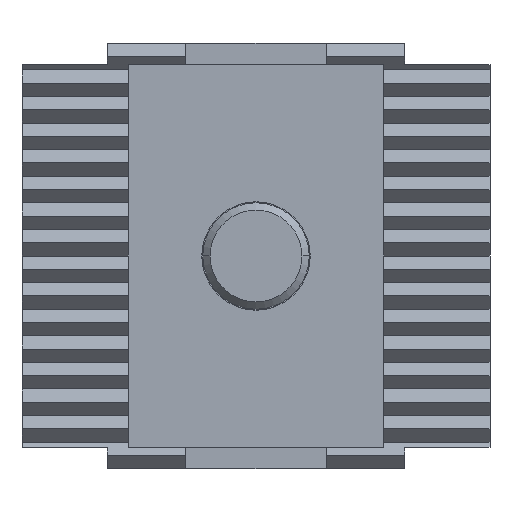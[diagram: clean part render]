
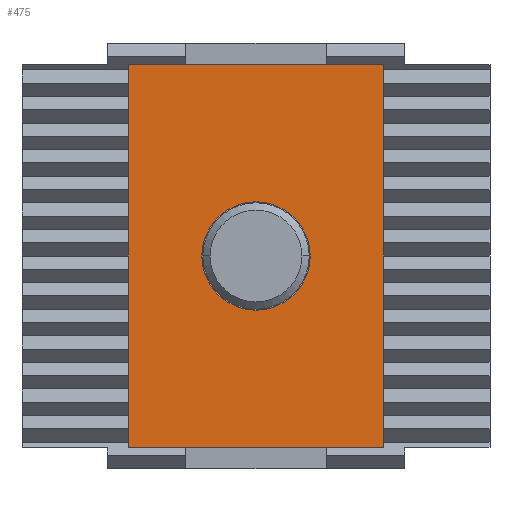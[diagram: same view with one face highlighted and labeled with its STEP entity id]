
A CAD part, front view. The second image highlights one B-rep face of the part: STEP entity #475.
In plain terms, the highlighted planar face has unit normal (0, -1, 0).
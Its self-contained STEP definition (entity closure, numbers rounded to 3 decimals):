
#475=ADVANCED_FACE('',(#967,#968),#969,.F.);
#967=FACE_BOUND('',#1478,.T.);
#968=FACE_OUTER_BOUND('',#1479,.T.);
#969=PLANE('',#1480);
#1478=EDGE_LOOP('',(#2806,#2807));
#1479=EDGE_LOOP('',(#2808,#2809,#2810,#2811));
#1480=AXIS2_PLACEMENT_3D('',#2812,#2813,#2814);
#2806=ORIENTED_EDGE('',*,*,#3462,.T.);
#2807=ORIENTED_EDGE('',*,*,#3460,.T.);
#2808=ORIENTED_EDGE('',*,*,#3489,.F.);
#2809=ORIENTED_EDGE('',*,*,#3492,.F.);
#2810=ORIENTED_EDGE('',*,*,#3481,.F.);
#2811=ORIENTED_EDGE('',*,*,#3493,.T.);
#2812=CARTESIAN_POINT('',(0.0,-23.0,0.0));
#2813=DIRECTION('',(0.0,1.0,0.0));
#2814=DIRECTION('',(0.0,0.0,1.0));
#3460=EDGE_CURVE('',#4238,#4242,#4244,.T.);
#3462=EDGE_CURVE('',#4242,#4238,#4246,.T.);
#3481=EDGE_CURVE('',#4274,#4276,#4277,.T.);
#3489=EDGE_CURVE('',#4286,#4288,#4289,.T.);
#3492=EDGE_CURVE('',#4276,#4286,#4292,.T.);
#3493=EDGE_CURVE('',#4274,#4288,#4293,.T.);
#4238=VERTEX_POINT('',#5343);
#4242=VERTEX_POINT('',#5348);
#4244=CIRCLE('',#5351,5.1);
#4246=CIRCLE('',#5353,5.1);
#4274=VERTEX_POINT('',#5393);
#4276=VERTEX_POINT('',#5396);
#4277=LINE('',#5397,#5398);
#4286=VERTEX_POINT('',#5411);
#4288=VERTEX_POINT('',#5414);
#4289=LINE('',#5415,#5416);
#4292=LINE('',#5420,#5421);
#4293=LINE('',#5422,#5423);
#5343=CARTESIAN_POINT('',(5.1,-23.0,0.));
#5348=CARTESIAN_POINT('',(-5.1,-23.0,0.0));
#5351=AXIS2_PLACEMENT_3D('',#5990,#5991,#5992);
#5353=AXIS2_PLACEMENT_3D('',#5993,#5994,#5995);
#5393=CARTESIAN_POINT('',(-12.0,-23.0,18.0));
#5396=CARTESIAN_POINT('',(12.0,-23.0,18.0));
#5397=CARTESIAN_POINT('',(0.0,-23.0,18.0));
#5398=VECTOR('',#6012,1.0);
#5411=CARTESIAN_POINT('',(12.0,-23.0,-18.0));
#5414=CARTESIAN_POINT('',(-12.0,-23.0,-18.0));
#5415=CARTESIAN_POINT('',(0.0,-23.0,-18.0));
#5416=VECTOR('',#6018,1.0);
#5420=CARTESIAN_POINT('',(12.0,-23.0,0.0));
#5421=VECTOR('',#6020,1.0);
#5422=CARTESIAN_POINT('',(-12.0,-23.0,0.0));
#5423=VECTOR('',#6021,1.0);
#5990=CARTESIAN_POINT('',(0.0,-23.0,0.0));
#5991=DIRECTION('',(-0.0,1.0,0.0));
#5992=DIRECTION('',(1.0,0.0,0.0));
#5993=CARTESIAN_POINT('',(0.0,-23.0,0.0));
#5994=DIRECTION('',(-0.0,1.0,0.0));
#5995=DIRECTION('',(1.0,0.0,0.0));
#6012=DIRECTION('',(1.0,0.0,0.0));
#6018=DIRECTION('',(-1.0,0.0,0.0));
#6020=DIRECTION('',(0.0,0.0,-1.0));
#6021=DIRECTION('',(0.0,0.0,-1.0));
